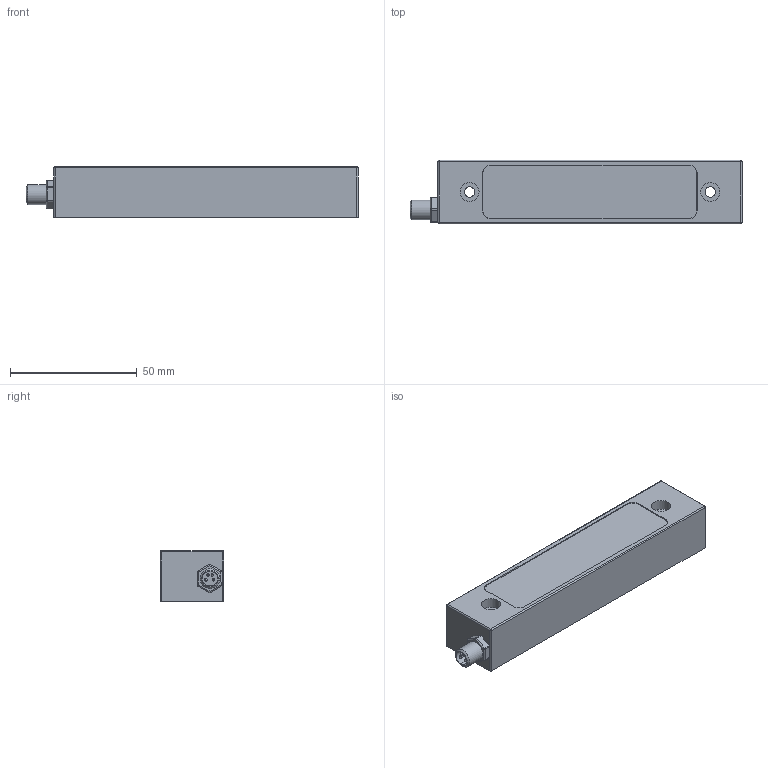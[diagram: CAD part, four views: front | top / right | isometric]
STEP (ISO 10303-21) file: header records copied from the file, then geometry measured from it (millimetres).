
FILE_DESCRIPTION(/* description */ ('Alibre Inc.'),/* implementation_level */ '2;1');
FILE_NAME(/* name */ 'export0',/* time_stamp */ '2016-04-04T11:50:40+02:00',/* author */ (''),/* organization */ (''),/* preprocessor_version */ 'ST-DEVELOPER v14',/* originating_system */ 'Alibre',/* authorisation */ '');
FILE_SCHEMA (('CONFIG_CONTROL_DESIGN'));
Length unit declared in the file: centimetre
Products named in the file (1): ID_1
Bounding box: 131 x 25 x 20 mm (x, y, z)
Volume: 59039.9 mm3; surface area: 14535.3 mm2
Topology: 1 solids, 3 shells, 85 faces, 197 edges, 120 vertices
Faces by surface type: cylinder 40, plane 31, sphere 13, cone 1
Full cylindrical faces by diameter (mm): 1 x4, 2.459 x2, 4.1 x2, 7.5 x2, 7.8 x1
Entity records: 2227 total; most frequent: DIRECTION 380, CARTESIAN_POINT 353, ORIENTED_EDGE 326, EDGE_CURVE 163, AXIS2_PLACEMENT_3D 163, EDGE_LOOP 112, FACE_BOUND 112, VERTEX_POINT 107
